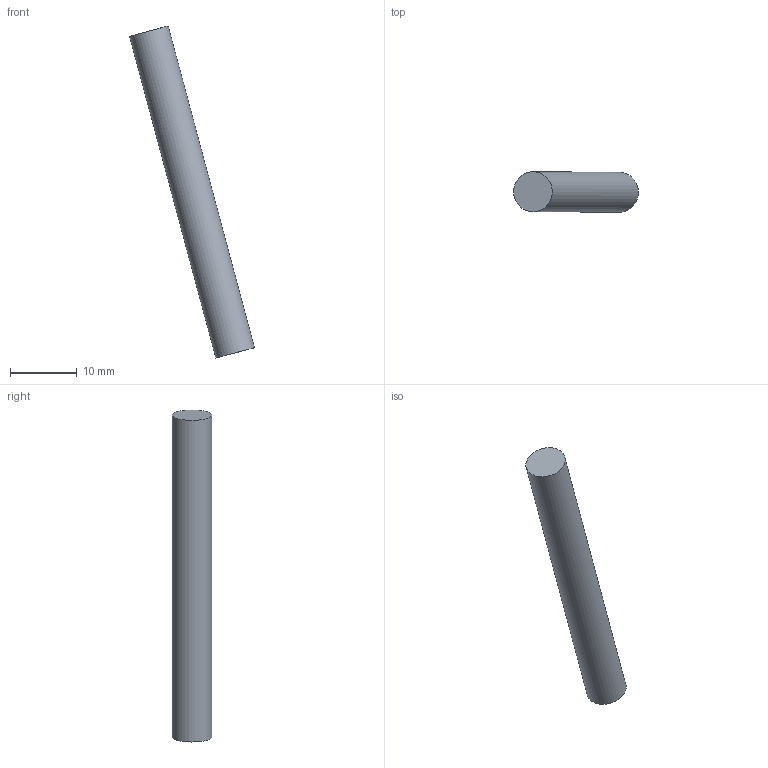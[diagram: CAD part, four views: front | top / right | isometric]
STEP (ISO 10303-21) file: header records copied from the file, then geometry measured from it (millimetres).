
FILE_DESCRIPTION(('STEP AP203'),'1');
FILE_NAME('340.09.383.step','2016-10-25T13:14:26',(' '),(' '),'Spatial InterOp 3D',' ',' ');
FILE_SCHEMA(('CONFIG_CONTROL_DESIGN'));
Length unit declared in the file: millimetre
Products named in the file (1): 1
Bounding box: 18.74 x 6 x 49.85 mm (x, y, z)
Volume: 1413.7 mm3; surface area: 999 mm2
Topology: 1 solids, 1 shells, 3 faces, 3 edges, 2 vertices
Faces by surface type: plane 2, cylinder 1
Full cylindrical faces by diameter (mm): 6 x1
Entity records: 98 total; most frequent: DIRECTION 12, CARTESIAN_POINT 8, AXIS2_PLACEMENT_3D 6, CC_DESIGN_PERSON_AND_ORGANIZATION_ASSIGNMENT 5, PERSON_AND_ORGANIZATION_ROLE 4, FACE_OUTER_BOUND 4, EDGE_LOOP 4, ORIENTED_EDGE 4
